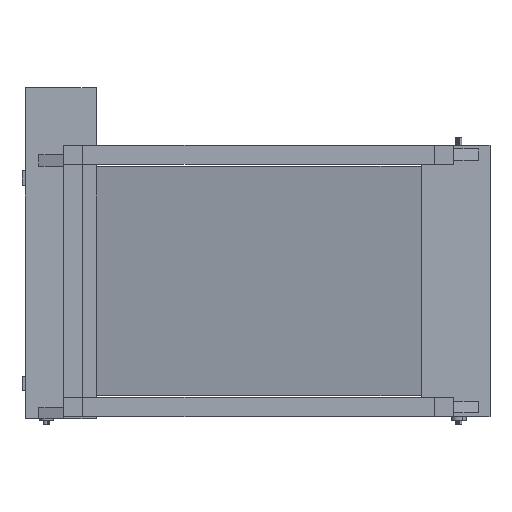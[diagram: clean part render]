
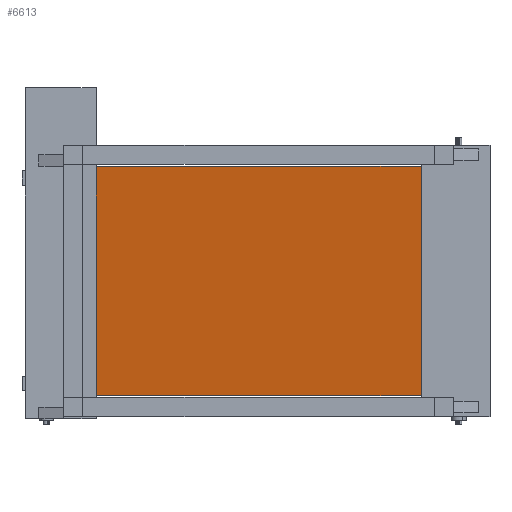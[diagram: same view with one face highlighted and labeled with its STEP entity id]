
A CAD part, front view. The second image highlights one B-rep face of the part: STEP entity #6613.
In plain terms, the highlighted face is planar.
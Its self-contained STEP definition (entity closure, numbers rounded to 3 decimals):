
#182 = CARTESIAN_POINT ( 'NONE',  ( 0., 0., -600. ) ) ;
#934 = AXIS2_PLACEMENT_3D ( 'NONE', #2076, #7366, #8401 ) ;
#950 = LINE ( 'NONE', #8285, #3134 ) ;
#1316 = LINE ( 'NONE', #7526, #8148 ) ;
#1689 = ORIENTED_EDGE ( 'NONE', *, *, #4889, .F. ) ;
#1730 = LINE ( 'NONE', #9283, #7389 ) ;
#1759 = CARTESIAN_POINT ( 'NONE',  ( 0., 0., 0. ) ) ;
#2076 = CARTESIAN_POINT ( 'NONE',  ( 0., 0., 0. ) ) ;
#2229 = DIRECTION ( 'NONE',  ( 0., 0., 1. ) ) ;
#2688 = EDGE_CURVE ( 'NONE', #8367, #5104, #1316, .T. ) ;
#3134 = VECTOR ( 'NONE', #9069, 1000. ) ;
#3499 = DIRECTION ( 'NONE',  ( -1., 0., 0. ) ) ;
#3728 = EDGE_LOOP ( 'NONE', ( #8451, #1689, #6742, #8147 ) ) ;
#3865 = EDGE_CURVE ( 'NONE', #5104, #9638, #950, .T. ) ;
#4889 = EDGE_CURVE ( 'NONE', #9512, #8367, #7301, .T. ) ;
#5104 = VERTEX_POINT ( 'NONE', #1759 ) ;
#5436 = DIRECTION ( 'NONE',  ( 0., 0., -1. ) ) ;
#5664 = CARTESIAN_POINT ( 'NONE',  ( 0., 0., -600. ) ) ;
#6588 = FACE_OUTER_BOUND ( 'NONE', #3728, .T. ) ;
#6613 = ADVANCED_FACE ( 'NONE', ( #6588 ), #8849, .T. ) ;
#6742 = ORIENTED_EDGE ( 'NONE', *, *, #8409, .F. ) ;
#7301 = LINE ( 'NONE', #5664, #7520 ) ;
#7366 = DIRECTION ( 'NONE',  ( 0., -1., 0. ) ) ;
#7389 = VECTOR ( 'NONE', #5436, 1000. ) ;
#7520 = VECTOR ( 'NONE', #3499, 1000. ) ;
#7526 = CARTESIAN_POINT ( 'NONE',  ( 0., 0., 0. ) ) ;
#7533 = CARTESIAN_POINT ( 'NONE',  ( 900., 0., 0. ) ) ;
#8147 = ORIENTED_EDGE ( 'NONE', *, *, #3865, .F. ) ;
#8148 = VECTOR ( 'NONE', #2229, 1000. ) ;
#8285 = CARTESIAN_POINT ( 'NONE',  ( 0., 0., 0. ) ) ;
#8367 = VERTEX_POINT ( 'NONE', #182 ) ;
#8401 = DIRECTION ( 'NONE',  ( 0., 0., -1. ) ) ;
#8409 = EDGE_CURVE ( 'NONE', #9638, #9512, #1730, .T. ) ;
#8451 = ORIENTED_EDGE ( 'NONE', *, *, #2688, .F. ) ;
#8849 = PLANE ( 'NONE',  #934 ) ;
#9069 = DIRECTION ( 'NONE',  ( 1., 0., 0. ) ) ;
#9283 = CARTESIAN_POINT ( 'NONE',  ( 900., 0., 0. ) ) ;
#9394 = CARTESIAN_POINT ( 'NONE',  ( 900., 0., -600. ) ) ;
#9512 = VERTEX_POINT ( 'NONE', #9394 ) ;
#9638 = VERTEX_POINT ( 'NONE', #7533 ) ;
